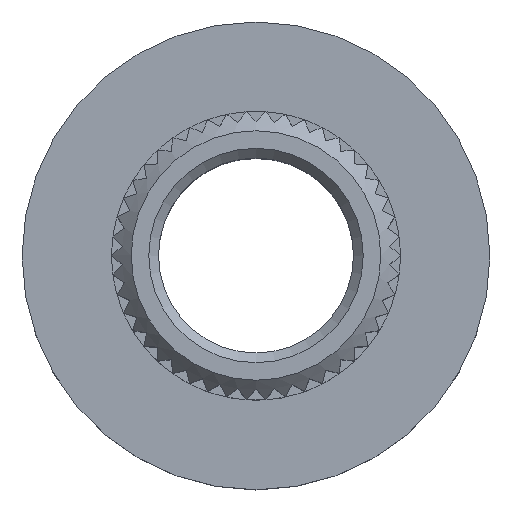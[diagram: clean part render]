
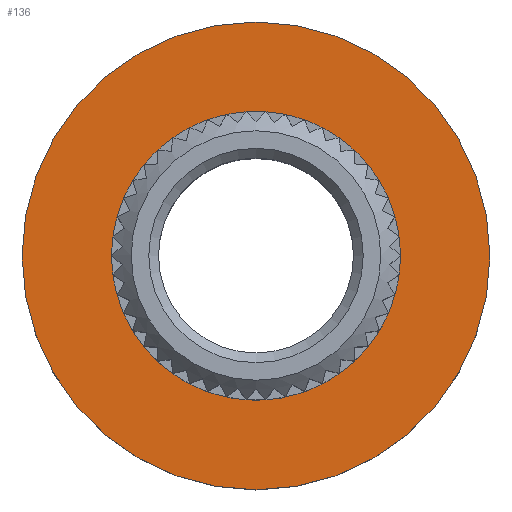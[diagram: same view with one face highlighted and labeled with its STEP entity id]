
A CAD part, top view. The second image highlights one B-rep face of the part: STEP entity #136.
In plain terms, the highlighted planar face has unit normal (0, 0, 1).
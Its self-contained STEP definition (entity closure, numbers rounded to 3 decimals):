
#136 = ADVANCED_FACE ( 'NONE', ( #1110, #1775 ), #4762, .T. ) ;
#523 = ORIENTED_EDGE ( 'NONE', *, *, #3213, .F. ) ;
#769 = CIRCLE ( 'NONE', #4444, 6. ) ;
#992 = CARTESIAN_POINT ( 'NONE',  ( 3.7, 0., 2. ) ) ;
#1009 = CARTESIAN_POINT ( 'NONE',  ( 6., 0., 2. ) ) ;
#1110 = FACE_BOUND ( 'NONE', #3335, .T. ) ;
#1148 = EDGE_LOOP ( 'NONE', ( #4456 ) ) ;
#1282 = DIRECTION ( 'NONE',  ( 0., 0., 1. ) ) ;
#1775 = FACE_OUTER_BOUND ( 'NONE', #1148, .T. ) ;
#2269 = AXIS2_PLACEMENT_3D ( 'NONE', #2714, #2712, #2698 ) ;
#2344 = EDGE_CURVE ( 'NONE', #3943, #3943, #769, .T. ) ;
#2451 = DIRECTION ( 'NONE',  ( 1., 0., 0. ) ) ;
#2698 = DIRECTION ( 'NONE',  ( 1., 0., 0. ) ) ;
#2704 = DIRECTION ( 'NONE',  ( 1., 0., 0. ) ) ;
#2710 = DIRECTION ( 'NONE',  ( 0., 0., 1. ) ) ;
#2712 = DIRECTION ( 'NONE',  ( 0., 0., 1. ) ) ;
#2714 = CARTESIAN_POINT ( 'NONE',  ( 0., 0., 2. ) ) ;
#2758 = CARTESIAN_POINT ( 'NONE',  ( 0., 0., 2. ) ) ;
#2836 = AXIS2_PLACEMENT_3D ( 'NONE', #4347, #1282, #2451 ) ;
#3213 = EDGE_CURVE ( 'NONE', #3932, #3932, #4305, .T. ) ;
#3335 = EDGE_LOOP ( 'NONE', ( #523 ) ) ;
#3932 = VERTEX_POINT ( 'NONE', #992 ) ;
#3943 = VERTEX_POINT ( 'NONE', #1009 ) ;
#4305 = CIRCLE ( 'NONE', #2269, 3.7 ) ;
#4347 = CARTESIAN_POINT ( 'NONE',  ( 0., 0., 2. ) ) ;
#4444 = AXIS2_PLACEMENT_3D ( 'NONE', #2758, #2710, #2704 ) ;
#4456 = ORIENTED_EDGE ( 'NONE', *, *, #2344, .T. ) ;
#4762 = PLANE ( 'NONE',  #2836 ) ;
